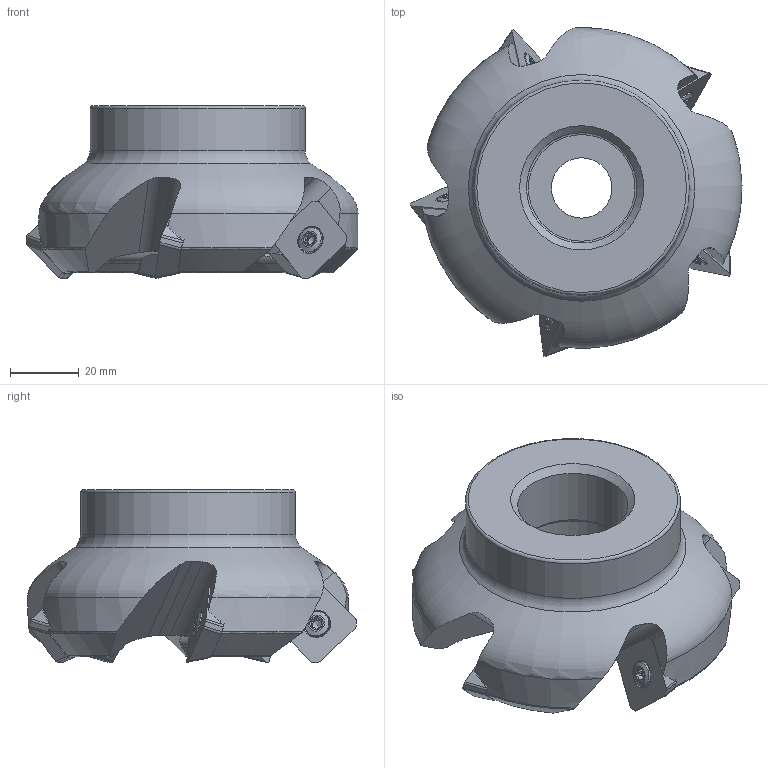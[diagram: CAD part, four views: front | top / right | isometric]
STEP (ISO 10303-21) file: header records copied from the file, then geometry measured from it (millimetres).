
FILE_DESCRIPTION(/* description */ (''),/* implementation_level */ '2;1');
FILE_NAME(/* name */ 'TOOLASSEMBLY_1.STP',/* time_stamp */ '2022-12-22T10:53:15+01:00',/* author */ (''),/* organization */ ('SMS'),/* preprocessor_version */ 'ST-DEVELOPER v16.7',/* originating_system */ 'SIEMENS PLM Software NX 12.0',/* authorisation */ '');
FILE_SCHEMA (('AUTOMOTIVE_DESIGN { 1 0 10303 214 3 1 1 1 }'));
Length unit declared in the file: millimetre
Products named in the file (4): ASSEMBLY_CONSTRUCTION; CUT_20221222105215; NOCUT_20221222105206; TOOLASSEMBLY_1
Assembly tree (7 placements, depth 2):
  TOOLASSEMBLY_1
    NOCUT_20221222105206
    CUT_20221222105215  x5
    ASSEMBLY_CONSTRUCTION
Bounding box: 96.25 x 95.32 x 50 mm (x, y, z)
Volume: 158962.1 mm3; surface area: 31211.6 mm2
Topology: 6 solids, 6 shells, 463 faces, 1206 edges, 783 vertices
Faces by surface type: plane 148, cylinder 135, cone 67, torus 46, extrusion 40, bspline 20, sphere 5, revolution 2
Full cylindrical faces by diameter (mm): 4.5 x5, 5.7 x5, 7.2 x5, 8.103 x5, 17.5 x1, 27 x1, 32.013 x1, 32.5 x1, 62.386 x1
Entity records: 11713 total; most frequent: CARTESIAN_POINT 4199, ORIENTED_EDGE 1508, DIRECTION 1496, EDGE_CURVE 754, AXIS2_PLACEMENT_3D 646, VERTEX_POINT 505, EDGE_LOOP 392, ADVANCED_FACE 323
